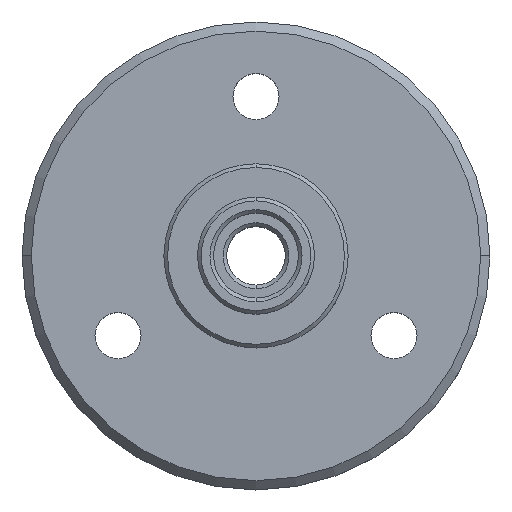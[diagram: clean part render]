
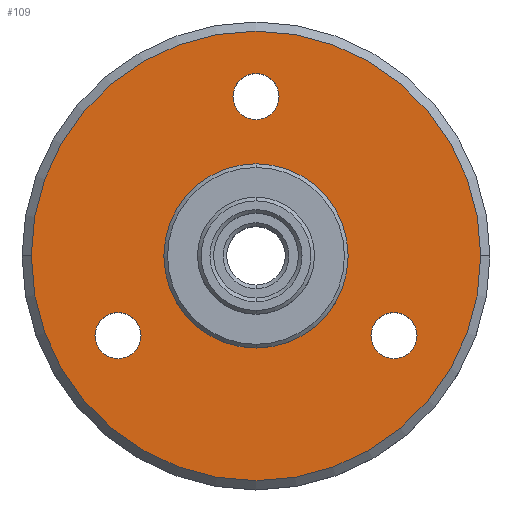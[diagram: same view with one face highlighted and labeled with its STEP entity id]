
A CAD part, top view. The second image highlights one B-rep face of the part: STEP entity #109.
In plain terms, the highlighted planar face has unit normal (0, 0, 1).
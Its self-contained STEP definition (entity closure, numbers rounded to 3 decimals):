
#9 = CARTESIAN_POINT ( 'NONE',  ( 5.139, 1.449, 27.2 ) ) ;
#30 = AXIS2_PLACEMENT_3D ( 'NONE', #539, #547, #556 ) ;
#31 = DIRECTION ( 'NONE',  ( 1., 0., 0. ) ) ;
#44 = VERTEX_POINT ( 'NONE', #231 ) ;
#71 = EDGE_CURVE ( 'NONE', #1031, #1084, #922, .T. ) ;
#97 = EDGE_CURVE ( 'NONE', #1001, #44, #1067, .T. ) ;
#108 = CARTESIAN_POINT ( 'NONE',  ( -7.602, -2.876, 27.2 ) ) ;
#109 = ADVANCED_FACE ( 'NONE', ( #649, #1252, #268, #1069, #772 ), #966, .T. ) ;
#126 = EDGE_CURVE ( 'NONE', #1098, #1053, #1012, .T. ) ;
#130 = CIRCLE ( 'NONE', #1249, 1.25 ) ;
#156 = DIRECTION ( 'NONE',  ( 1., 0., 0. ) ) ;
#159 = DIRECTION ( 'NONE',  ( 0., 0., 1. ) ) ;
#167 = CARTESIAN_POINT ( 'NONE',  ( 1.139, 1.449, 27.2 ) ) ;
#197 = EDGE_LOOP ( 'NONE', ( #543, #408 ) ) ;
#225 = ORIENTED_EDGE ( 'NONE', *, *, #71, .F. ) ;
#231 = CARTESIAN_POINT ( 'NONE',  ( -11.061, 1.449, 27.2 ) ) ;
#260 = CARTESIAN_POINT ( 'NONE',  ( 1.139, 1.449, 27.2 ) ) ;
#268 = FACE_BOUND ( 'NONE', #1070, .T. ) ;
#270 = AXIS2_PLACEMENT_3D ( 'NONE', #468, #476, #31 ) ;
#301 = EDGE_CURVE ( 'NONE', #829, #760, #1112, .T. ) ;
#347 = ORIENTED_EDGE ( 'NONE', *, *, #97, .T. ) ;
#358 = AXIS2_PLACEMENT_3D ( 'NONE', #260, #1295, #1030 ) ;
#366 = VERTEX_POINT ( 'NONE', #716 ) ;
#379 = ORIENTED_EDGE ( 'NONE', *, *, #548, .F. ) ;
#408 = ORIENTED_EDGE ( 'NONE', *, *, #1241, .F. ) ;
#409 = AXIS2_PLACEMENT_3D ( 'NONE', #798, #438, #424 ) ;
#415 = CIRCLE ( 'NONE', #830, 1.25 ) ;
#416 = CARTESIAN_POINT ( 'NONE',  ( 1.139, 10.099, 27.2 ) ) ;
#424 = DIRECTION ( 'NONE',  ( 1., 0., 0. ) ) ;
#432 = DIRECTION ( 'NONE',  ( 0., 0., 1. ) ) ;
#436 = DIRECTION ( 'NONE',  ( 1., 0., 0. ) ) ;
#437 = VERTEX_POINT ( 'NONE', #108 ) ;
#438 = DIRECTION ( 'NONE',  ( 0., 0., 1. ) ) ;
#468 = CARTESIAN_POINT ( 'NONE',  ( 1.139, 10.099, 27.2 ) ) ;
#476 = DIRECTION ( 'NONE',  ( 0., 0., 1. ) ) ;
#497 = ORIENTED_EDGE ( 'NONE', *, *, #1055, .F. ) ;
#518 = ORIENTED_EDGE ( 'NONE', *, *, #1071, .F. ) ;
#534 = DIRECTION ( 'NONE',  ( -0.5, 0.866, 0. ) ) ;
#536 = DIRECTION ( 'NONE',  ( 0., 0., 1. ) ) ;
#539 = CARTESIAN_POINT ( 'NONE',  ( 1.139, 1.449, 27.2 ) ) ;
#540 = CARTESIAN_POINT ( 'NONE',  ( -6.352, -2.876, 27.2 ) ) ;
#543 = ORIENTED_EDGE ( 'NONE', *, *, #126, .F. ) ;
#547 = DIRECTION ( 'NONE',  ( 0., 0., 1. ) ) ;
#548 = EDGE_CURVE ( 'NONE', #760, #829, #858, .T. ) ;
#556 = DIRECTION ( 'NONE',  ( 1., 0., 0. ) ) ;
#562 = CARTESIAN_POINT ( 'NONE',  ( 1.139, 1.449, 27.2 ) ) ;
#567 = AXIS2_PLACEMENT_3D ( 'NONE', #167, #159, #156 ) ;
#592 = DIRECTION ( 'NONE',  ( 1., 0., 0. ) ) ;
#600 = CARTESIAN_POINT ( 'NONE',  ( -0.111, 10.099, 27.2 ) ) ;
#615 = CARTESIAN_POINT ( 'NONE',  ( 2.389, 10.099, 27.2 ) ) ;
#626 = EDGE_CURVE ( 'NONE', #1084, #1031, #1273, .T. ) ;
#643 = CIRCLE ( 'NONE', #409, 12.2 ) ;
#646 = EDGE_LOOP ( 'NONE', ( #379, #1312 ) ) ;
#649 = FACE_BOUND ( 'NONE', #1043, .T. ) ;
#653 = EDGE_CURVE ( 'NONE', #44, #1001, #643, .T. ) ;
#709 = AXIS2_PLACEMENT_3D ( 'NONE', #724, #725, #741 ) ;
#716 = CARTESIAN_POINT ( 'NONE',  ( -5.102, -2.876, 27.2 ) ) ;
#724 = CARTESIAN_POINT ( 'NONE',  ( 8.63, -2.876, 27.2 ) ) ;
#725 = DIRECTION ( 'NONE',  ( 0., 0., 1. ) ) ;
#727 = AXIS2_PLACEMENT_3D ( 'NONE', #820, #1302, #1111 ) ;
#741 = DIRECTION ( 'NONE',  ( -0.5, -0.866, 0. ) ) ;
#760 = VERTEX_POINT ( 'NONE', #1316 ) ;
#772 = FACE_BOUND ( 'NONE', #646, .T. ) ;
#786 = CARTESIAN_POINT ( 'NONE',  ( -6.352, -2.876, 27.2 ) ) ;
#792 = DIRECTION ( 'NONE',  ( 0., 0., 1. ) ) ;
#798 = CARTESIAN_POINT ( 'NONE',  ( 1.139, 1.449, 27.2 ) ) ;
#818 = DIRECTION ( 'NONE',  ( 0., 0., 1. ) ) ;
#820 = CARTESIAN_POINT ( 'NONE',  ( 8.63, -2.876, 27.2 ) ) ;
#829 = VERTEX_POINT ( 'NONE', #9 ) ;
#830 = AXIS2_PLACEMENT_3D ( 'NONE', #786, #818, #855 ) ;
#855 = DIRECTION ( 'NONE',  ( -0.5, 0.866, 0. ) ) ;
#858 = CIRCLE ( 'NONE', #567, 4. ) ;
#863 = AXIS2_PLACEMENT_3D ( 'NONE', #562, #792, #592 ) ;
#868 = CARTESIAN_POINT ( 'NONE',  ( 13.339, 1.449, 27.2 ) ) ;
#911 = CARTESIAN_POINT ( 'NONE',  ( 9.88, -2.876, 27.2 ) ) ;
#922 = CIRCLE ( 'NONE', #1100, 1.25 ) ;
#942 = CARTESIAN_POINT ( 'NONE',  ( 7.38, -2.876, 27.2 ) ) ;
#966 = PLANE ( 'NONE',  #863 ) ;
#973 = EDGE_LOOP ( 'NONE', ( #984, #347 ) ) ;
#984 = ORIENTED_EDGE ( 'NONE', *, *, #653, .T. ) ;
#1001 = VERTEX_POINT ( 'NONE', #868 ) ;
#1012 = CIRCLE ( 'NONE', #709, 1.25 ) ;
#1030 = DIRECTION ( 'NONE',  ( 1., 0., 0. ) ) ;
#1031 = VERTEX_POINT ( 'NONE', #615 ) ;
#1043 = EDGE_LOOP ( 'NONE', ( #518, #497 ) ) ;
#1053 = VERTEX_POINT ( 'NONE', #942 ) ;
#1055 = EDGE_CURVE ( 'NONE', #437, #366, #130, .T. ) ;
#1062 = CIRCLE ( 'NONE', #727, 1.25 ) ;
#1067 = CIRCLE ( 'NONE', #30, 12.2 ) ;
#1069 = FACE_OUTER_BOUND ( 'NONE', #973, .T. ) ;
#1070 = EDGE_LOOP ( 'NONE', ( #225, #1208 ) ) ;
#1071 = EDGE_CURVE ( 'NONE', #366, #437, #415, .T. ) ;
#1084 = VERTEX_POINT ( 'NONE', #600 ) ;
#1098 = VERTEX_POINT ( 'NONE', #911 ) ;
#1100 = AXIS2_PLACEMENT_3D ( 'NONE', #416, #432, #436 ) ;
#1111 = DIRECTION ( 'NONE',  ( -0.5, -0.866, 0. ) ) ;
#1112 = CIRCLE ( 'NONE', #358, 4. ) ;
#1208 = ORIENTED_EDGE ( 'NONE', *, *, #626, .F. ) ;
#1241 = EDGE_CURVE ( 'NONE', #1053, #1098, #1062, .T. ) ;
#1249 = AXIS2_PLACEMENT_3D ( 'NONE', #540, #536, #534 ) ;
#1252 = FACE_BOUND ( 'NONE', #197, .T. ) ;
#1273 = CIRCLE ( 'NONE', #270, 1.25 ) ;
#1295 = DIRECTION ( 'NONE',  ( 0., 0., 1. ) ) ;
#1302 = DIRECTION ( 'NONE',  ( 0., 0., 1. ) ) ;
#1312 = ORIENTED_EDGE ( 'NONE', *, *, #301, .F. ) ;
#1316 = CARTESIAN_POINT ( 'NONE',  ( -2.861, 1.449, 27.2 ) ) ;
